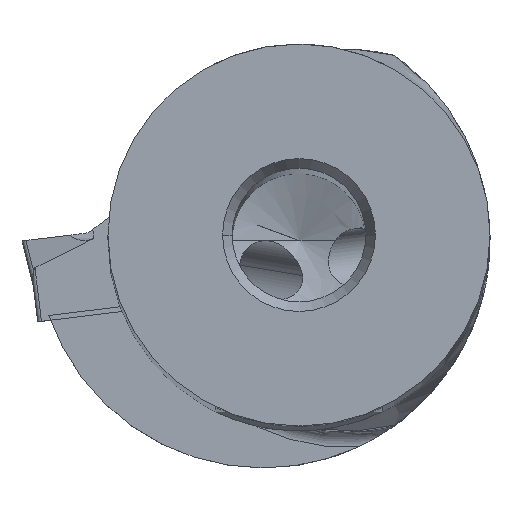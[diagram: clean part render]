
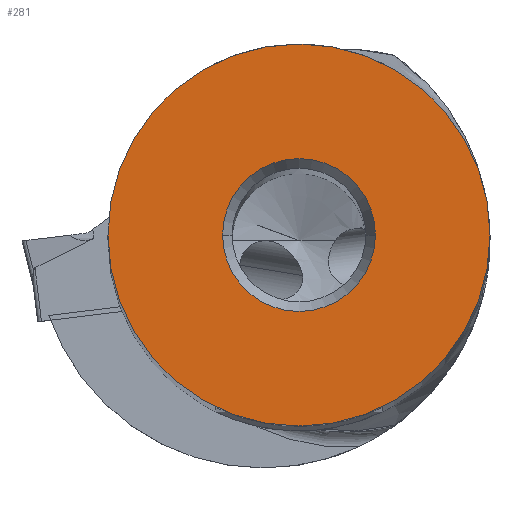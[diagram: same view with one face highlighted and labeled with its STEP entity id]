
A CAD part, top view. The second image highlights one B-rep face of the part: STEP entity #281.
In plain terms, the highlighted planar face has unit normal (0, 0, 1).
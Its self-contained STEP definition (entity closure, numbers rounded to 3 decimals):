
#52=FACE_BOUND('',#608,.T.);
#53=FACE_BOUND('',#609,.T.);
#281=ADVANCED_FACE('',(#52,#53),#346,.T.);
#346=PLANE('',#3115);
#608=EDGE_LOOP('',(#1321,#1322));
#609=EDGE_LOOP('',(#1323,#1324));
#1321=ORIENTED_EDGE('',*,*,#2070,.F.);
#1322=ORIENTED_EDGE('',*,*,#2063,.F.);
#1323=ORIENTED_EDGE('',*,*,#2075,.F.);
#1324=ORIENTED_EDGE('',*,*,#2076,.F.);
#1681=VERTEX_POINT('',#6049);
#1682=VERTEX_POINT('',#6050);
#1691=VERTEX_POINT('',#6073);
#1692=VERTEX_POINT('',#6074);
#2063=EDGE_CURVE('',#1681,#1682,#2352,.T.);
#2070=EDGE_CURVE('',#1682,#1681,#2353,.T.);
#2075=EDGE_CURVE('',#1691,#1692,#2354,.T.);
#2076=EDGE_CURVE('',#1692,#1691,#2355,.T.);
#2352=CIRCLE('',#3105,10.);
#2353=CIRCLE('',#3109,10.);
#2354=CIRCLE('',#3113,4.);
#2355=CIRCLE('',#3114,4.);
#3105=AXIS2_PLACEMENT_3D('',#6048,#3731,#3732);
#3109=AXIS2_PLACEMENT_3D('',#6062,#3743,#3744);
#3113=AXIS2_PLACEMENT_3D('',#6072,#3753,#3754);
#3114=AXIS2_PLACEMENT_3D('',#6075,#3755,#3756);
#3115=AXIS2_PLACEMENT_3D('',#6076,#3757,#3758);
#3731=DIRECTION('',(0.,0.,-1.));
#3732=DIRECTION('',(-1.,0.,0.));
#3743=DIRECTION('',(0.,0.,-1.));
#3744=DIRECTION('',(1.,0.,0.));
#3753=DIRECTION('',(0.,0.,1.));
#3754=DIRECTION('',(1.,0.,0.));
#3755=DIRECTION('',(0.,0.,1.));
#3756=DIRECTION('',(-1.,0.,0.));
#3757=DIRECTION('',(0.,0.,1.));
#3758=DIRECTION('',(1.,0.,0.));
#6048=CARTESIAN_POINT('',(0.,0.,0.));
#6049=CARTESIAN_POINT('',(-10.,0.,0.));
#6050=CARTESIAN_POINT('',(10.,0.,0.));
#6062=CARTESIAN_POINT('',(0.,0.,0.));
#6072=CARTESIAN_POINT('',(0.,0.,0.));
#6073=CARTESIAN_POINT('',(4.,0.,0.));
#6074=CARTESIAN_POINT('',(-4.,0.,0.));
#6075=CARTESIAN_POINT('',(0.,0.,0.));
#6076=CARTESIAN_POINT('',(0.,0.,0.));
